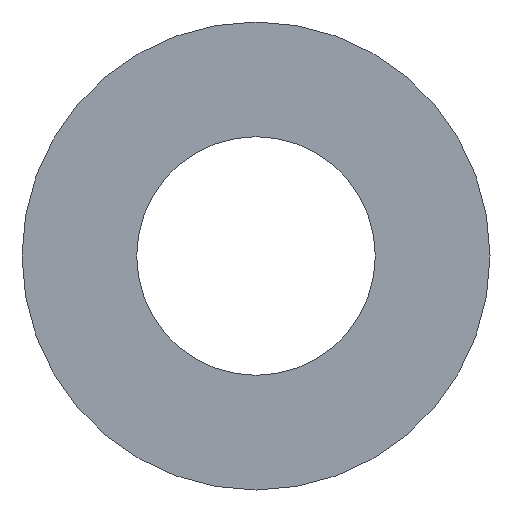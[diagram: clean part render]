
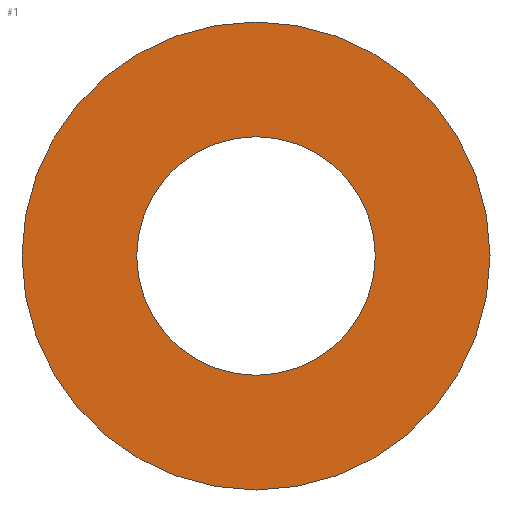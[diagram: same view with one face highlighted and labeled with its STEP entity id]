
A CAD part, front view. The second image highlights one B-rep face of the part: STEP entity #1.
In plain terms, the highlighted planar face has unit normal (0, -1, 0).
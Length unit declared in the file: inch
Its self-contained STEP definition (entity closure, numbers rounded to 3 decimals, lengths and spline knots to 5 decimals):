
#1 = ADVANCED_FACE ( 'NONE', ( #41, #8 ), #228, .F. ) ;
#7 = ORIENTED_EDGE ( 'NONE', *, *, #244, .F. ) ;
#8 = FACE_BOUND ( 'NONE', #33, .T. ) ;
#9 = ORIENTED_EDGE ( 'NONE', *, *, #242, .T. ) ;
#16 = ORIENTED_EDGE ( 'NONE', *, *, #251, .T. ) ;
#17 = VERTEX_POINT ( 'NONE', #176 ) ;
#19 = VERTEX_POINT ( 'NONE', #216 ) ;
#22 = VERTEX_POINT ( 'NONE', #225 ) ;
#33 = EDGE_LOOP ( 'NONE', ( #16, #9 ) ) ;
#37 = EDGE_LOOP ( 'NONE', ( #7, #45 ) ) ;
#39 = VERTEX_POINT ( 'NONE', #163 ) ;
#41 = FACE_OUTER_BOUND ( 'NONE', #37, .T. ) ;
#45 = ORIENTED_EDGE ( 'NONE', *, *, #248, .F. ) ;
#62 = DIRECTION ( 'NONE',  ( 0., 0., 1. ) ) ;
#63 = CIRCLE ( 'NONE', #219, 0.13725 ) ;
#66 = CIRCLE ( 'NONE', #220, 0.07 ) ;
#72 = CIRCLE ( 'NONE', #218, 0.13725 ) ;
#76 = CIRCLE ( 'NONE', #217, 0.07 ) ;
#105 = DIRECTION ( 'NONE',  ( 0., 1., 0. ) ) ;
#111 = DIRECTION ( 'NONE',  ( 0., 0., 1. ) ) ;
#113 = CARTESIAN_POINT ( 'NONE',  ( 0., 0., 0. ) ) ;
#116 = DIRECTION ( 'NONE',  ( 0., 1., 0. ) ) ;
#117 = DIRECTION ( 'NONE',  ( 0., 0., 1. ) ) ;
#118 = CARTESIAN_POINT ( 'NONE',  ( 0., 0., 0. ) ) ;
#121 = DIRECTION ( 'NONE',  ( 0., 0., 1. ) ) ;
#124 = DIRECTION ( 'NONE',  ( 0., 1., 0. ) ) ;
#125 = CARTESIAN_POINT ( 'NONE',  ( 0., 0., 0. ) ) ;
#127 = DIRECTION ( 'NONE',  ( 0., 0., 1. ) ) ;
#128 = DIRECTION ( 'NONE',  ( 0., 1., 0. ) ) ;
#129 = CARTESIAN_POINT ( 'NONE',  ( 0., 0., 0. ) ) ;
#163 = CARTESIAN_POINT ( 'NONE',  ( 0., 0., -0.13725 ) ) ;
#176 = CARTESIAN_POINT ( 'NONE',  ( 0., 0., -0.07 ) ) ;
#181 = CARTESIAN_POINT ( 'NONE',  ( 0., 0., 0. ) ) ;
#216 = CARTESIAN_POINT ( 'NONE',  ( 0., 0., 0.07 ) ) ;
#217 = AXIS2_PLACEMENT_3D ( 'NONE', #113, #105, #111 ) ;
#218 = AXIS2_PLACEMENT_3D ( 'NONE', #118, #116, #117 ) ;
#219 = AXIS2_PLACEMENT_3D ( 'NONE', #125, #124, #121 ) ;
#220 = AXIS2_PLACEMENT_3D ( 'NONE', #129, #128, #127 ) ;
#225 = CARTESIAN_POINT ( 'NONE',  ( 0., 0., 0.13725 ) ) ;
#228 = PLANE ( 'NONE',  #247 ) ;
#237 = DIRECTION ( 'NONE',  ( 0., 1., 0. ) ) ;
#242 = EDGE_CURVE ( 'NONE', #19, #17, #66, .T. ) ;
#244 = EDGE_CURVE ( 'NONE', #39, #22, #63, .T. ) ;
#247 = AXIS2_PLACEMENT_3D ( 'NONE', #181, #237, #62 ) ;
#248 = EDGE_CURVE ( 'NONE', #22, #39, #72, .T. ) ;
#251 = EDGE_CURVE ( 'NONE', #17, #19, #76, .T. ) ;
